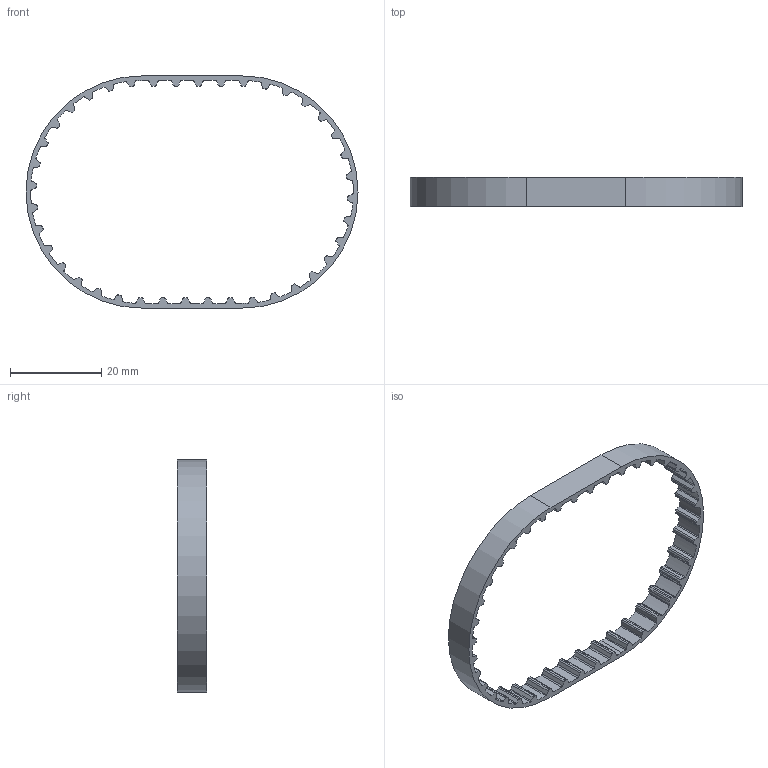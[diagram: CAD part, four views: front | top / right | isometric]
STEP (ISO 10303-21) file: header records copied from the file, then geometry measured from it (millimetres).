
FILE_DESCRIPTION (( 'STEP AP214' ), '1' );
FILE_NAME ('80XL025NG.step', '2015-04-08T23:05:26', ( '' ), ( '' ), 'SwSTEP 2.0', 'SolidWorks 2014', '' );
FILE_SCHEMA (( 'AUTOMOTIVE_DESIGN' ));
Length unit declared in the file: inch
Products named in the file (1): 80XL025NG
Bounding box: 72.6 x 6.35 x 50.8 mm (x, y, z)
Volume: 1765.7 mm3; surface area: 3451.7 mm2
Topology: 1 solids, 1 shells, 349 faces, 1041 edges, 694 vertices
Faces by surface type: cylinder 215, plane 134
Entity records: 11949 total; most frequent: DIRECTION 2171, CARTESIAN_POINT 2085, ORIENTED_EDGE 2082, EDGE_CURVE 1041, AXIS2_PLACEMENT_3D 780, VERTEX_POINT 694, LINE 611, VECTOR 611
